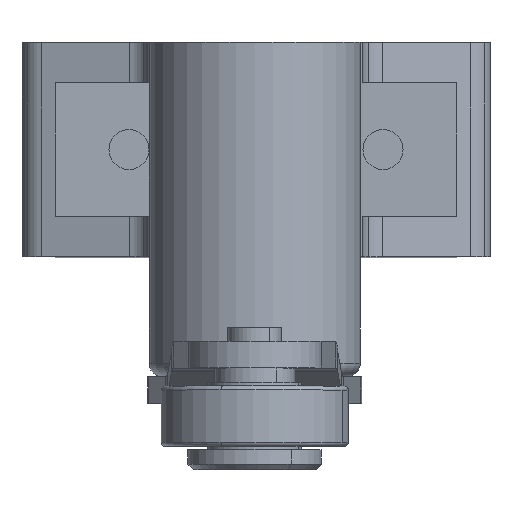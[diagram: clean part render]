
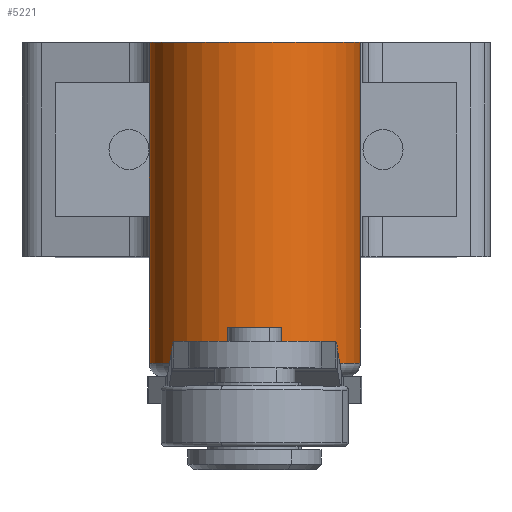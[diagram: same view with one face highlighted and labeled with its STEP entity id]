
A CAD part, top view. The second image highlights one B-rep face of the part: STEP entity #5221.
In plain terms, the highlighted cylindrical face has radius 7.9 mm (diameter 15.8 mm), a partial arc.
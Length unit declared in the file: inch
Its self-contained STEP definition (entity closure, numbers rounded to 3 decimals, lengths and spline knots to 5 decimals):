
#581 = VERTEX_POINT ( 'NONE', #12879 ) ;
#781 = DIRECTION ( 'NONE',  ( -1., 0., 0. ) ) ;
#1828 = AXIS2_PLACEMENT_3D ( 'NONE', #6460, #11716, #20104 ) ;
#2709 = ORIENTED_EDGE ( 'NONE', *, *, #9873, .T. ) ;
#3493 = DIRECTION ( 'NONE',  ( 0., -1., 0. ) ) ;
#4383 = CARTESIAN_POINT ( 'NONE',  ( -0.28733, 0.31496, 2.27953 ) ) ;
#4451 = VECTOR ( 'NONE', #3493, 39.37008 ) ;
#4533 = CARTESIAN_POINT ( 'NONE',  ( -0.28733, -0.31496, 2.27953 ) ) ;
#5046 = FACE_OUTER_BOUND ( 'NONE', #14243, .T. ) ;
#5121 = VERTEX_POINT ( 'NONE', #15799 ) ;
#5221 = ADVANCED_FACE ( 'NONE', ( #5046 ), #6667, .T. ) ;
#5441 = CIRCLE ( 'NONE', #1828, 0.31102 ) ;
#5542 = DIRECTION ( 'NONE',  ( -1., 0., 0. ) ) ;
#5607 = EDGE_CURVE ( 'NONE', #16212, #5121, #14956, .T. ) ;
#5968 = VECTOR ( 'NONE', #12046, 39.37008 ) ;
#6460 = CARTESIAN_POINT ( 'NONE',  ( 0.0237, -0.62992, 2.27953 ) ) ;
#6667 = CYLINDRICAL_SURFACE ( 'NONE', #14750, 0.31102 ) ;
#6770 = LINE ( 'NONE', #22422, #5968 ) ;
#7119 = CARTESIAN_POINT ( 'NONE',  ( -0.28733, 0.31496, 2.27953 ) ) ;
#7168 = EDGE_CURVE ( 'NONE', #16212, #7791, #6770, .T. ) ;
#7216 = CARTESIAN_POINT ( 'NONE',  ( 0.33472, 0.31496, 2.27953 ) ) ;
#7298 = DIRECTION ( 'NONE',  ( 0., -1., 0. ) ) ;
#7791 = VERTEX_POINT ( 'NONE', #4533 ) ;
#8069 = VECTOR ( 'NONE', #10862, 39.37008 ) ;
#8964 = ORIENTED_EDGE ( 'NONE', *, *, #11272, .F. ) ;
#9497 = ORIENTED_EDGE ( 'NONE', *, *, #7168, .T. ) ;
#9570 = DIRECTION ( 'NONE',  ( 0., -1., 0. ) ) ;
#9873 = EDGE_CURVE ( 'NONE', #7791, #581, #13876, .T. ) ;
#10516 = CARTESIAN_POINT ( 'NONE',  ( 0.33472, 0.31496, 2.27953 ) ) ;
#10862 = DIRECTION ( 'NONE',  ( 0., -1., 0. ) ) ;
#11272 = EDGE_CURVE ( 'NONE', #5121, #15896, #15399, .T. ) ;
#11716 = DIRECTION ( 'NONE',  ( 0., -1., 0. ) ) ;
#12046 = DIRECTION ( 'NONE',  ( 0., -1., 0. ) ) ;
#12106 = VERTEX_POINT ( 'NONE', #16432 ) ;
#12879 = CARTESIAN_POINT ( 'NONE',  ( -0.28733, -0.62992, 2.27953 ) ) ;
#13151 = EDGE_CURVE ( 'NONE', #12106, #581, #5441, .T. ) ;
#13876 = LINE ( 'NONE', #7119, #8069 ) ;
#14211 = VECTOR ( 'NONE', #7298, 39.37008 ) ;
#14243 = EDGE_LOOP ( 'NONE', ( #18851, #8964, #21601, #9497, #2709, #22223 ) ) ;
#14750 = AXIS2_PLACEMENT_3D ( 'NONE', #15053, #9570, #781 ) ;
#14913 = AXIS2_PLACEMENT_3D ( 'NONE', #15991, #20991, #5542 ) ;
#14956 = CIRCLE ( 'NONE', #14913, 0.31102 ) ;
#15053 = CARTESIAN_POINT ( 'NONE',  ( 0.0237, 0.31496, 2.27953 ) ) ;
#15399 = LINE ( 'NONE', #10516, #4451 ) ;
#15799 = CARTESIAN_POINT ( 'NONE',  ( 0.33472, 0.31496, 2.27953 ) ) ;
#15896 = VERTEX_POINT ( 'NONE', #20770 ) ;
#15991 = CARTESIAN_POINT ( 'NONE',  ( 0.0237, 0.31496, 2.27953 ) ) ;
#16212 = VERTEX_POINT ( 'NONE', #4383 ) ;
#16432 = CARTESIAN_POINT ( 'NONE',  ( 0.33472, -0.62992, 2.27953 ) ) ;
#18851 = ORIENTED_EDGE ( 'NONE', *, *, #21957, .F. ) ;
#19316 = LINE ( 'NONE', #7216, #14211 ) ;
#20104 = DIRECTION ( 'NONE',  ( -1., 0., 0. ) ) ;
#20770 = CARTESIAN_POINT ( 'NONE',  ( 0.33472, -0.31496, 2.27953 ) ) ;
#20991 = DIRECTION ( 'NONE',  ( 0., 1., 0. ) ) ;
#21601 = ORIENTED_EDGE ( 'NONE', *, *, #5607, .F. ) ;
#21957 = EDGE_CURVE ( 'NONE', #15896, #12106, #19316, .T. ) ;
#22223 = ORIENTED_EDGE ( 'NONE', *, *, #13151, .F. ) ;
#22422 = CARTESIAN_POINT ( 'NONE',  ( -0.28733, 0.31496, 2.27953 ) ) ;
